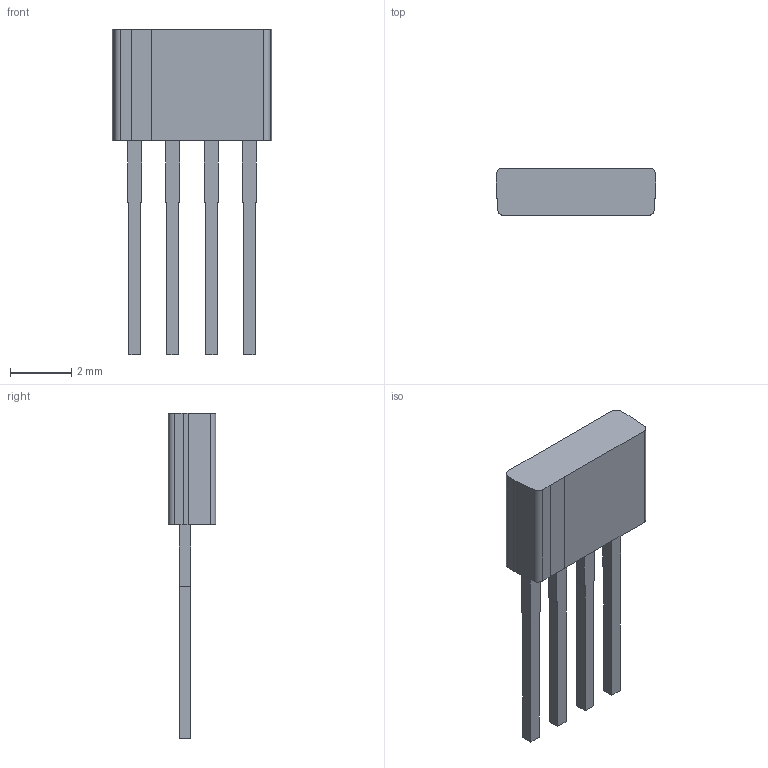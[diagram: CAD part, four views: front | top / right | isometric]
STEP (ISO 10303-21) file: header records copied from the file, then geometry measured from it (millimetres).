
FILE_DESCRIPTION (( 'STEP AP214' ), '1' );
FILE_NAME ('TO-92SP-4_L5.3-W1.6-H5.0-P1.27-L.step', '2022-08-01T13:18:37', ( '' ), ( '' ), 'SwSTEP 2.0', 'SolidWorks 2020', '' );
FILE_SCHEMA (( 'AUTOMOTIVE_DESIGN' ));
Length unit declared in the file: millimetre
Products named in the file (1): TO-92SP-4_L5.3-W1.6-H5.0-P1.27-L
Bounding box: 5.23 x 1.55 x 10.66 mm (x, y, z)
Volume: 33.6 mm3; surface area: 108.1 mm2
Topology: 1 solids, 1 shells, 278 faces, 759 edges, 506 vertices
Faces by surface type: plane 176, bspline 98, cylinder 4
Entity records: 12315 total; most frequent: CARTESIAN_POINT 2850, ORIENTED_EDGE 1518, DIRECTION 929, EDGE_CURVE 759, LINE 551, VECTOR 551, VERTEX_POINT 506, EDGE_LOOP 301
